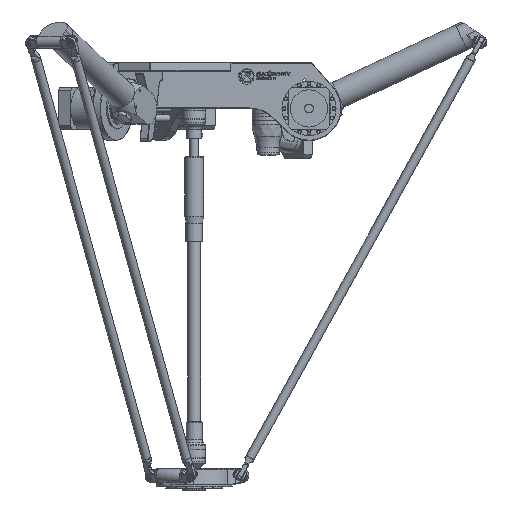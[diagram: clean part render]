
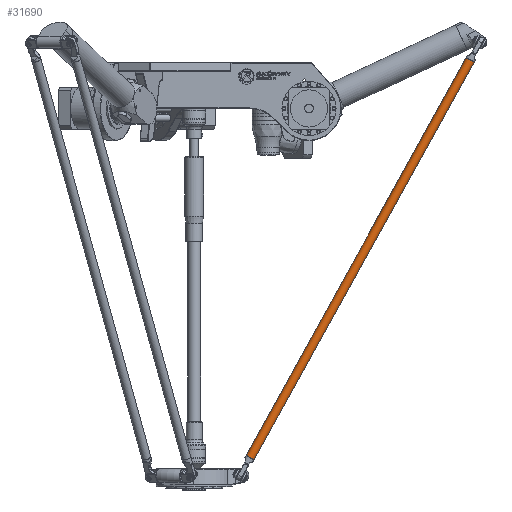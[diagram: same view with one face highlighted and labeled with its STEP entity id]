
A CAD part, front view. The second image highlights one B-rep face of the part: STEP entity #31690.
In plain terms, the highlighted cylindrical face has radius 10 mm (diameter 20 mm), a full revolution.
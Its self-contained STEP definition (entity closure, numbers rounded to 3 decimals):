
#1107=FACE_BOUND('',#6301,.T.);
#3870=FACE_OUTER_BOUND('',#6300,.T.);
#6300=EDGE_LOOP('',(#26998));
#6301=EDGE_LOOP('',(#26999));
#7966=CIRCLE('',#34877,10.);
#7969=CIRCLE('',#34882,10.);
#15687=VERTEX_POINT('',#59152);
#15690=VERTEX_POINT('',#59160);
#19562=EDGE_CURVE('',#15687,#15687,#7966,.T.);
#19565=EDGE_CURVE('',#15690,#15690,#7969,.T.);
#26998=ORIENTED_EDGE('',*,*,#19562,.T.);
#26999=ORIENTED_EDGE('',*,*,#19565,.T.);
#29051=CYLINDRICAL_SURFACE('',#34883,10.);
#31690=ADVANCED_FACE('',(#3870,#1107),#29051,.T.);
#34877=AXIS2_PLACEMENT_3D('',#59153,#42933,#42934);
#34882=AXIS2_PLACEMENT_3D('',#59161,#42943,#42944);
#34883=AXIS2_PLACEMENT_3D('',#59162,#42945,#42946);
#42933=DIRECTION('center_axis',(1.,0.,0.));
#42934=DIRECTION('ref_axis',(0.,0.,1.));
#42943=DIRECTION('center_axis',(-1.,0.,0.));
#42944=DIRECTION('ref_axis',(0.,0.,1.));
#42945=DIRECTION('center_axis',(-1.,0.,0.));
#42946=DIRECTION('ref_axis',(0.,0.,1.));
#59152=CARTESIAN_POINT('',(45.029,-10.,0.));
#59153=CARTESIAN_POINT('Origin',(45.029,0.,
0.));
#59160=CARTESIAN_POINT('',(1034.971,-10.,0.));
#59161=CARTESIAN_POINT('Origin',(1034.971,0.,
0.));
#59162=CARTESIAN_POINT('Origin',(1035.,0.,0.));
